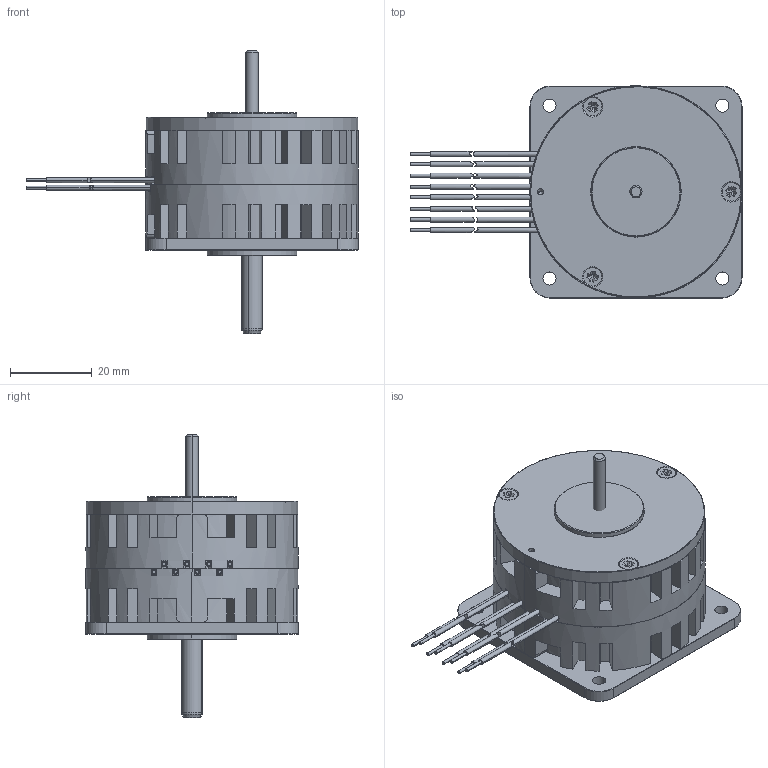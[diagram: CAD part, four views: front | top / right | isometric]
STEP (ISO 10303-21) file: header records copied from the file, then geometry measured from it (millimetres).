
FILE_DESCRIPTION((''),'2;1');
FILE_NAME('P532-258-004-10_ASM','2015-10-27T',('sandip.dhanwate'),(''),'PRO/ENGINEER BY PARAMETRIC TECHNOLOGY CORPORATION, 2014310','PRO/ENGINEER BY PARAMETRIC TECHNOLOGY CORPORATION, 2014310','');
FILE_SCHEMA(('CONFIG_CONTROL_DESIGN'));
Length unit declared in the file: millimetre
Products named in the file (26): 2800500017_D_FAUT_1; 2420500042_D_FAUT_ASM_1_ASM; 2800500015_D_FAUT_1; 280050011203_D_FAUT_1; ASSEMBLAGE_DC_T_LES_D_FAUT_ASM__ASM; 2800500039_D_FAUT_1; 2800500019_D_FAUT_1; MANIFOLD_SOLID_BREP_29113; MANIFOLD_SOLID_BREP_29297; MANIFOLD_SOLID_BREP_29448; MANIFOLD_SOLID_BREP_29576; MANIFOLD_SOLID_BREP_29718; MANIFOLD_SOLID_BREP_29884; MANIFOLD_SOLID_BREP_30040; MANIFOLD_SOLID_BREP_30184; MANIFOLD_SOLID_BREP_30422; MANIFOLD_SOLID_BREP_30643; MANIFOLD_SOLID_BREP_30850; MANIFOLD_SOLID_BREP_31073; MANIFOLD_SOLID_BREP_31316; MANIFOLD_SOLID_BREP_31560; MANIFOLD_SOLID_BREP_31781; MANIFOLD_SOLID_BREP_32004; CABLES_AF0_1_ASM; ASM0001_ASM_1_ASM; P532-258-004-10_ASM
Assembly tree (28 placements, depth 4):
  P532-258-004-10_ASM
    ASM0001_ASM_1_ASM
      2420500042_D_FAUT_ASM_1_ASM
        2800500017_D_FAUT_1
      2800500015_D_FAUT_1  x3
      ASSEMBLAGE_DC_T_LES_D_FAUT_ASM__ASM  x2
        280050011203_D_FAUT_1
      2800500039_D_FAUT_1
      2800500019_D_FAUT_1
      CABLES_AF0_1_ASM
        MANIFOLD_SOLID_BREP_29113
        MANIFOLD_SOLID_BREP_29297
        MANIFOLD_SOLID_BREP_29448
        MANIFOLD_SOLID_BREP_29576
        MANIFOLD_SOLID_BREP_29718
        MANIFOLD_SOLID_BREP_29884
        MANIFOLD_SOLID_BREP_30040
        MANIFOLD_SOLID_BREP_30184
        MANIFOLD_SOLID_BREP_30422
        MANIFOLD_SOLID_BREP_30643
        MANIFOLD_SOLID_BREP_30850
        MANIFOLD_SOLID_BREP_31073
        MANIFOLD_SOLID_BREP_31316
        MANIFOLD_SOLID_BREP_31560
        MANIFOLD_SOLID_BREP_31781
        MANIFOLD_SOLID_BREP_32004
Bounding box: 81.4 x 52 x 69.6 mm (x, y, z)
Volume: 66793.1 mm3; surface area: 33239.7 mm2
Topology: 25 solids, 25 shells, 2601 faces, 5770 edges, 3235 vertices
Faces by surface type: cone 1908, plane 365, cylinder 282, torus 30, extrusion 16
Entity records: 32204 total; most frequent: CARTESIAN_POINT 6829, DIRECTION 5776, ORIENTED_EDGE 4868, EDGE_CURVE 2434, AXIS2_PLACEMENT_3D 2285, VERTEX_POINT 1413, VECTOR 1206, LINE 1190
